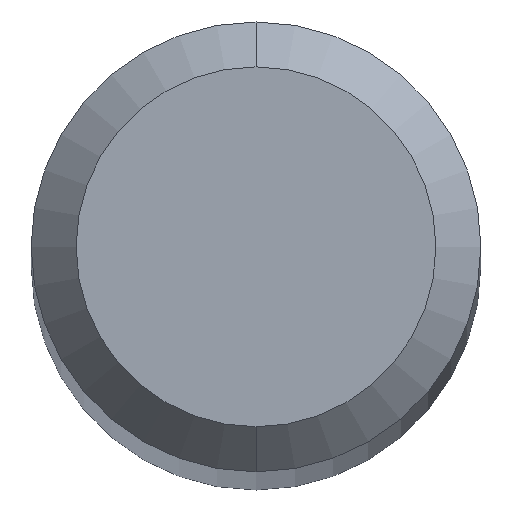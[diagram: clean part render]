
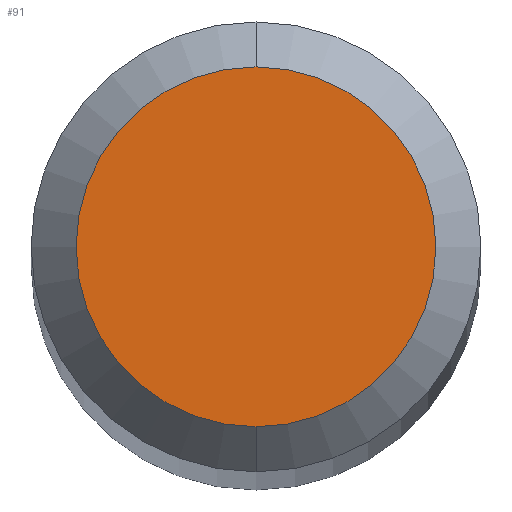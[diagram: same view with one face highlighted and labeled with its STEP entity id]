
A CAD part, top view. The second image highlights one B-rep face of the part: STEP entity #91.
In plain terms, the highlighted planar face has unit normal (0, 0, 1).
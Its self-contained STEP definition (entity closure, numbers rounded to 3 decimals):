
#6 = CARTESIAN_POINT ( 'NONE',  ( 0., -1.148, 0. ) ) ;
#8 = DIRECTION ( 'NONE',  ( 0., 1., 0. ) ) ;
#45 = VERTEX_POINT ( 'NONE', #75 ) ;
#52 = VERTEX_POINT ( 'NONE', #6 ) ;
#64 = EDGE_LOOP ( 'NONE', ( #100, #86 ) ) ;
#75 = CARTESIAN_POINT ( 'NONE',  ( 0., 1.148, 0. ) ) ;
#78 = DIRECTION ( 'NONE',  ( 0., 1., 0. ) ) ;
#86 = ORIENTED_EDGE ( 'NONE', *, *, #101, .T. ) ;
#91 = ADVANCED_FACE ( 'NONE', ( #213 ), #211, .F. ) ;
#100 = ORIENTED_EDGE ( 'NONE', *, *, #123, .T. ) ;
#101 = EDGE_CURVE ( 'NONE', #52, #45, #120, .T. ) ;
#105 = CIRCLE ( 'NONE', #138, 1.148 ) ;
#107 = DIRECTION ( 'NONE',  ( 0., 0., -1. ) ) ;
#120 = CIRCLE ( 'NONE', #135, 1.148 ) ;
#123 = EDGE_CURVE ( 'NONE', #45, #52, #105, .T. ) ;
#127 = CARTESIAN_POINT ( 'NONE',  ( 0., 0., 0. ) ) ;
#135 = AXIS2_PLACEMENT_3D ( 'NONE', #127, #181, #78 ) ;
#138 = AXIS2_PLACEMENT_3D ( 'NONE', #166, #208, #196 ) ;
#153 = AXIS2_PLACEMENT_3D ( 'NONE', #163, #107, #8 ) ;
#163 = CARTESIAN_POINT ( 'NONE',  ( 0., 1.435, 0. ) ) ;
#166 = CARTESIAN_POINT ( 'NONE',  ( 0., 0., 0. ) ) ;
#181 = DIRECTION ( 'NONE',  ( 0., 0., 1. ) ) ;
#196 = DIRECTION ( 'NONE',  ( 0., 1., 0. ) ) ;
#208 = DIRECTION ( 'NONE',  ( 0., 0., 1. ) ) ;
#211 = PLANE ( 'NONE',  #153 ) ;
#213 = FACE_OUTER_BOUND ( 'NONE', #64, .T. ) ;
